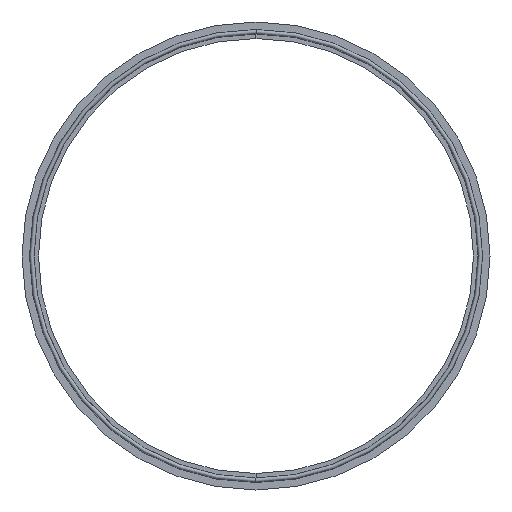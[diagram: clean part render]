
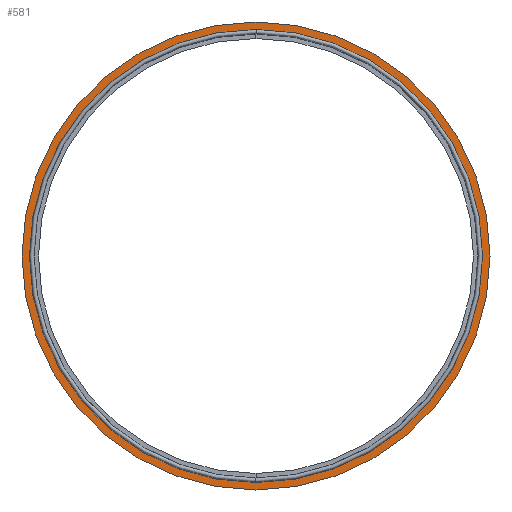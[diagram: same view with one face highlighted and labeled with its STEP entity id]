
A CAD part, left-side view. The second image highlights one B-rep face of the part: STEP entity #581.
In plain terms, the highlighted planar face has unit normal (-1, 0, 0).
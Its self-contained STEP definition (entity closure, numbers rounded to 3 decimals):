
#40 = CIRCLE ( 'NONE', #656, 139.45 ) ;
#46 = PLANE ( 'NONE',  #618 ) ;
#63 = CARTESIAN_POINT ( 'NONE',  ( -0.9, 0., 139.45 ) ) ;
#90 = DIRECTION ( 'NONE',  ( -1., 0., 0. ) ) ;
#105 = CIRCLE ( 'NONE', #568, 144.05 ) ;
#126 = FACE_BOUND ( 'NONE', #672, .T. ) ;
#134 = DIRECTION ( 'NONE',  ( 0., 0., 1. ) ) ;
#153 = VERTEX_POINT ( 'NONE', #63 ) ;
#162 = EDGE_CURVE ( 'NONE', #452, #153, #349, .T. ) ;
#177 = EDGE_CURVE ( 'NONE', #153, #452, #40, .T. ) ;
#181 = AXIS2_PLACEMENT_3D ( 'NONE', #550, #806, #607 ) ;
#196 = DIRECTION ( 'NONE',  ( -1., 0., 0. ) ) ;
#232 = CARTESIAN_POINT ( 'NONE',  ( -0.9, 0., -139.45 ) ) ;
#242 = DIRECTION ( 'NONE',  ( 0., 0., -1. ) ) ;
#293 = CARTESIAN_POINT ( 'NONE',  ( -0.9, 139.25, 0. ) ) ;
#296 = VERTEX_POINT ( 'NONE', #441 ) ;
#333 = ORIENTED_EDGE ( 'NONE', *, *, #728, .T. ) ;
#344 = DIRECTION ( 'NONE',  ( 0., 0., 1. ) ) ;
#349 = CIRCLE ( 'NONE', #181, 139.45 ) ;
#366 = CIRCLE ( 'NONE', #669, 144.05 ) ;
#375 = FACE_OUTER_BOUND ( 'NONE', #565, .T. ) ;
#441 = CARTESIAN_POINT ( 'NONE',  ( -0.9, 0., -144.05 ) ) ;
#452 = VERTEX_POINT ( 'NONE', #232 ) ;
#459 = EDGE_CURVE ( 'NONE', #532, #296, #366, .T. ) ;
#496 = CARTESIAN_POINT ( 'NONE',  ( -0.9, 0., 0. ) ) ;
#532 = VERTEX_POINT ( 'NONE', #676 ) ;
#541 = CARTESIAN_POINT ( 'NONE',  ( -0.9, 0., 0. ) ) ;
#550 = CARTESIAN_POINT ( 'NONE',  ( -0.9, 0., 0. ) ) ;
#565 = EDGE_LOOP ( 'NONE', ( #744, #333 ) ) ;
#568 = AXIS2_PLACEMENT_3D ( 'NONE', #496, #196, #134 ) ;
#581 = ADVANCED_FACE ( 'NONE', ( #126, #375 ), #46, .F. ) ;
#607 = DIRECTION ( 'NONE',  ( 0., 0., -1. ) ) ;
#608 = ORIENTED_EDGE ( 'NONE', *, *, #177, .T. ) ;
#618 = AXIS2_PLACEMENT_3D ( 'NONE', #293, #729, #722 ) ;
#656 = AXIS2_PLACEMENT_3D ( 'NONE', #541, #731, #242 ) ;
#669 = AXIS2_PLACEMENT_3D ( 'NONE', #703, #90, #344 ) ;
#672 = EDGE_LOOP ( 'NONE', ( #770, #608 ) ) ;
#676 = CARTESIAN_POINT ( 'NONE',  ( -0.9, 0., 144.05 ) ) ;
#703 = CARTESIAN_POINT ( 'NONE',  ( -0.9, 0., 0. ) ) ;
#722 = DIRECTION ( 'NONE',  ( 0., 0., -1. ) ) ;
#728 = EDGE_CURVE ( 'NONE', #296, #532, #105, .T. ) ;
#729 = DIRECTION ( 'NONE',  ( 1., 0., 0. ) ) ;
#731 = DIRECTION ( 'NONE',  ( 1., 0., 0. ) ) ;
#744 = ORIENTED_EDGE ( 'NONE', *, *, #459, .T. ) ;
#770 = ORIENTED_EDGE ( 'NONE', *, *, #162, .T. ) ;
#806 = DIRECTION ( 'NONE',  ( 1., 0., 0. ) ) ;
